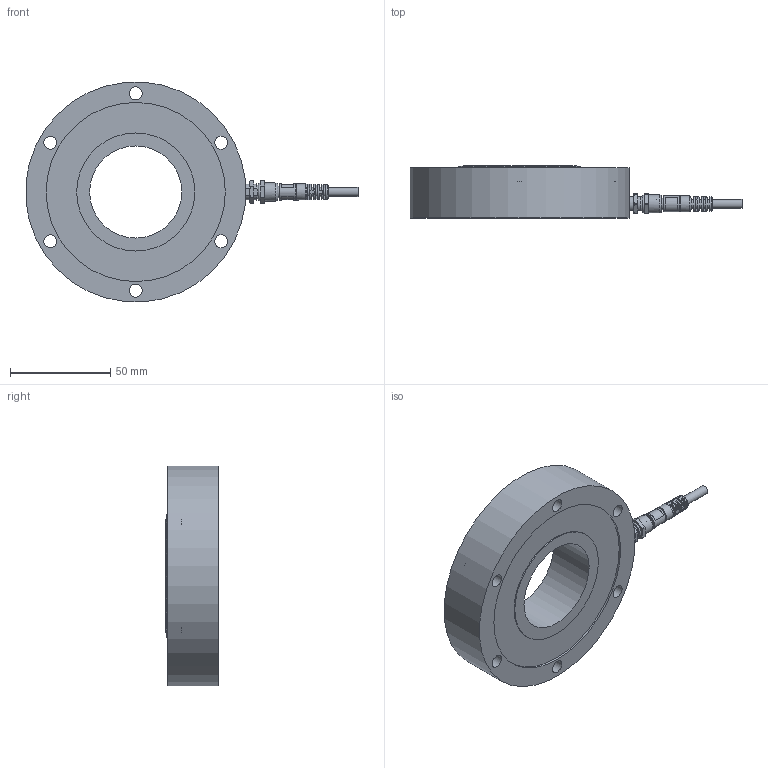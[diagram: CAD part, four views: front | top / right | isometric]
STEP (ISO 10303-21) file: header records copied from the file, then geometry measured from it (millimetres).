
FILE_DESCRIPTION (( 'STEP AP203' ), '1' );
FILE_NAME ('a_RKS01D-10k...50k-N3.STEP', '2024-10-29T12:47:46', ( '' ), ( '' ), 'SwSTEP 2.0', 'SolidWorks 2023', '' );
FILE_SCHEMA (( 'CONFIG_CONTROL_DESIGN' ));
Length unit declared in the file: millimetre
Products named in the file (5): X02298Z1 Kabelbuchse, gerade M8x1, 4 polig 800-1204-030-xx.00 (MZKM4); Option N3_für Angebotszg; X02297Z1 Gerätestecker M8x1, 4-polig  823-1104-925-1650-00.20; a_RKS01D-10k...50k-N3_für Angebotszeichnung; a_RKS01D-10k...50k-N3
Assembly tree (4 placements, depth 3):
  a_RKS01D-10k...50k-N3
    a_RKS01D-10k...50k-N3_für Angebotszeichnung
    Option N3_für Angebotszg
      X02297Z1 Gerätestecker M8x1, 4-polig  823-1104-925-1650-00.20
      X02298Z1 Kabelbuchse, gerade M8x1, 4 polig 800-1204-030-xx.00 (MZKM4)
Bounding box: 165.8 x 26 x 109.73 mm (x, y, z)
Volume: 182906.6 mm3; surface area: 35426.9 mm2
Topology: 7 solids, 18 shells, 403 faces, 986 edges, 636 vertices
Faces by surface type: plane 175, cylinder 121, cone 88, bspline 19
Full cylindrical faces by diameter (mm): 0.7 x4, 1 x8, 1.1 x4, 1.5 x4, 1.6 x4, 4.5 x1, 5.55 x3, 5.65 x7, 5.7 x2, 5.8 x2, 6 x1, 6.5 x7, 6.75 x2, 6.8 x1, 6.9 x2, 7 x3, 7.25 x2, 7.5 x1, 8 x4, 9 x1, 10.5 x6, 46 x1, 59 x1, 61 x1, 85 x1, 89.5 x1
Entity records: 17536 total; most frequent: CARTESIAN_POINT 8757, DIRECTION 1665, ORIENTED_EDGE 1582, EDGE_CURVE 791, AXIS2_PLACEMENT_3D 712, EDGE_LOOP 593, VERTEX_POINT 576, FACE_OUTER_BOUND 486
